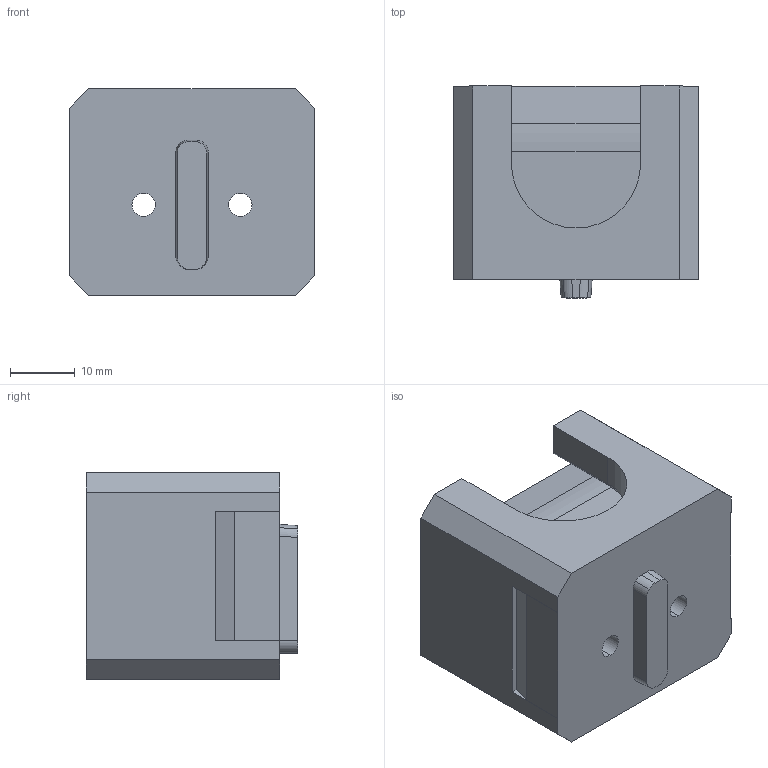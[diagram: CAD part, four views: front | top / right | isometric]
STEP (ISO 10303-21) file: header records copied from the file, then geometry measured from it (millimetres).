
FILE_DESCRIPTION (( 'STEP AP214' ), '1' );
FILE_NAME ('50mL BD Plastic Pusher v1.3.STEP', '2024-12-03T15:21:15', ( '' ), ( '' ), 'SwSTEP 2.0', 'SolidWorks 2024', '' );
FILE_SCHEMA (( 'AUTOMOTIVE_DESIGN' ));
Length unit declared in the file: millimetre
Products named in the file (1): 50mL BD Plastic Pusher v1.3
Bounding box: 38 x 32.8 x 32 mm (x, y, z)
Volume: 30785.4 mm3; surface area: 8544.5 mm2
Topology: 1 solids, 1 shells, 160 faces, 427 edges, 280 vertices
Faces by surface type: plane 94, bspline 46, cylinder 19, torus 1
Entity records: 7965 total; most frequent: CARTESIAN_POINT 4262, ORIENTED_EDGE 854, DIRECTION 592, EDGE_CURVE 427, VECTOR 284, LINE 284, VERTEX_POINT 280, EDGE_LOOP 175
